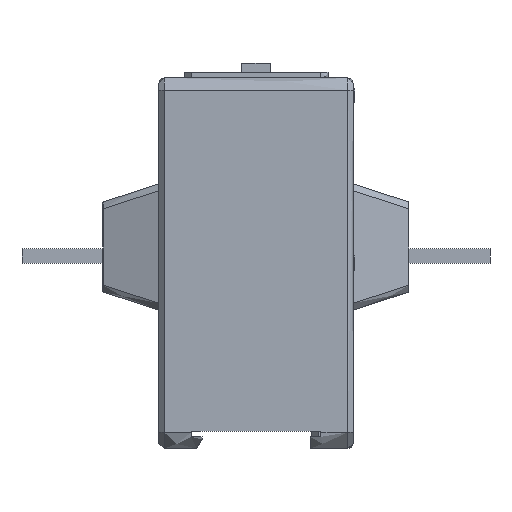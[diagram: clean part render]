
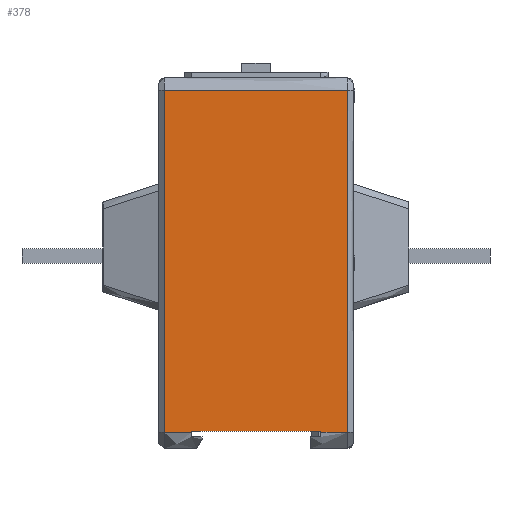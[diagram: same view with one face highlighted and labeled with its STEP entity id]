
A CAD part, left-side view. The second image highlights one B-rep face of the part: STEP entity #378.
In plain terms, the highlighted free-form (B-spline) face has degree [1, 1] with [2, 2] control points.
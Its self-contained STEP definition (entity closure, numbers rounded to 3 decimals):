
#378=ADVANCED_FACE($,(#664),#3664,.T.);
#664=FACE_OUTER_BOUND($,#948,.T.);
#948=EDGE_LOOP($,(#1842,#1843,#1844,#1845,#1846,#1847,#1848,#1849,#1850,
#1851));
#1842=ORIENTED_EDGE($,*,*,#2897,.T.);
#1843=ORIENTED_EDGE($,*,*,#2899,.T.);
#1844=ORIENTED_EDGE($,*,*,#2896,.T.);
#1845=ORIENTED_EDGE($,*,*,#2900,.T.);
#1846=ORIENTED_EDGE($,*,*,#2898,.T.);
#1847=ORIENTED_EDGE($,*,*,#2946,.T.);
#1848=ORIENTED_EDGE($,*,*,#2740,.F.);
#1849=ORIENTED_EDGE($,*,*,#2741,.T.);
#1850=ORIENTED_EDGE($,*,*,#2799,.F.);
#1851=ORIENTED_EDGE($,*,*,#2796,.T.);
#2740=EDGE_CURVE($,#3290,#3291,#10768,.T.);
#2741=EDGE_CURVE($,#3290,#3320,#10769,.T.);
#2796=EDGE_CURVE($,#3325,#3381,#10815,.T.);
#2799=EDGE_CURVE($,#3325,#3320,#10818,.T.);
#2896=EDGE_CURVE($,#3392,#3393,#10898,.T.);
#2897=EDGE_CURVE($,#3381,#3394,#10899,.T.);
#2898=EDGE_CURVE($,#3395,#3384,#10900,.T.);
#2899=EDGE_CURVE($,#3394,#3392,#10901,.T.);
#2900=EDGE_CURVE($,#3393,#3395,#10902,.T.);
#2946=EDGE_CURVE($,#3384,#3291,#10948,.T.);
#3290=VERTEX_POINT($,#10036);
#3291=VERTEX_POINT($,#10037);
#3320=VERTEX_POINT($,#10066);
#3325=VERTEX_POINT($,#10071);
#3381=VERTEX_POINT($,#10127);
#3384=VERTEX_POINT($,#10130);
#3392=VERTEX_POINT($,#10138);
#3393=VERTEX_POINT($,#10139);
#3394=VERTEX_POINT($,#10140);
#3395=VERTEX_POINT($,#10141);
#3664=B_SPLINE_SURFACE_WITH_KNOTS($,1,1,((#9272,#9273),(#9274,#9275)),.UNSPECIFIED.,
.F.,.F.,.F.,(2,2),(2,2),(4.5,99.5),(1.5,52.5),
.UNSPECIFIED.);
#7405=CARTESIAN_POINT($,(0.,1.5,99.5));
#7406=CARTESIAN_POINT($,(0.,1.5,67.833));
#7407=CARTESIAN_POINT($,(0.,1.5,36.167));
#7408=CARTESIAN_POINT($,(0.,1.5,4.5));
#7409=CARTESIAN_POINT($,(0.,1.5,99.5));
#7410=CARTESIAN_POINT($,(0.,18.5,99.5));
#7411=CARTESIAN_POINT($,(0.,35.5,99.5));
#7412=CARTESIAN_POINT($,(0.,52.5,99.5));
#7859=CARTESIAN_POINT($,(0.,52.5,4.5));
#7860=CARTESIAN_POINT($,(0.,50.,4.5));
#7861=CARTESIAN_POINT($,(0.,47.5,4.5));
#7862=CARTESIAN_POINT($,(0.,45.,4.5));
#7878=CARTESIAN_POINT($,(0.,52.5,4.5));
#7879=CARTESIAN_POINT($,(0.,52.5,36.167));
#7880=CARTESIAN_POINT($,(0.,52.5,67.833));
#7881=CARTESIAN_POINT($,(0.,52.5,99.5));
#8367=CARTESIAN_POINT($,(0.,42.,4.75));
#8368=CARTESIAN_POINT($,(0.,32.,4.75));
#8369=CARTESIAN_POINT($,(0.,22.,4.75));
#8370=CARTESIAN_POINT($,(0.,12.,4.75));
#8371=CARTESIAN_POINT($,(0.,45.,4.5));
#8372=CARTESIAN_POINT($,(0.,45.,4.583));
#8373=CARTESIAN_POINT($,(0.,45.,4.667));
#8374=CARTESIAN_POINT($,(0.,45.,4.75));
#8375=CARTESIAN_POINT($,(0.,9.,4.75));
#8376=CARTESIAN_POINT($,(0.,9.,4.667));
#8377=CARTESIAN_POINT($,(0.,9.,4.583));
#8378=CARTESIAN_POINT($,(0.,9.,4.5));
#8379=CARTESIAN_POINT($,(0.,45.,4.75));
#8380=CARTESIAN_POINT($,(0.,44.,4.75));
#8381=CARTESIAN_POINT($,(0.,43.,4.75));
#8382=CARTESIAN_POINT($,(0.,42.,4.75));
#8383=CARTESIAN_POINT($,(0.,12.,4.75));
#8384=CARTESIAN_POINT($,(0.,11.,4.75));
#8385=CARTESIAN_POINT($,(0.,10.,4.75));
#8386=CARTESIAN_POINT($,(0.,9.,4.75));
#8567=CARTESIAN_POINT($,(0.,9.,4.5));
#8568=CARTESIAN_POINT($,(0.,6.5,4.5));
#8569=CARTESIAN_POINT($,(0.,4.,4.5));
#8570=CARTESIAN_POINT($,(0.,1.5,4.5));
#9272=CARTESIAN_POINT($,(0.,1.5,4.5));
#9273=CARTESIAN_POINT($,(0.,52.5,4.5));
#9274=CARTESIAN_POINT($,(0.,1.5,99.5));
#9275=CARTESIAN_POINT($,(0.,52.5,99.5));
#10036=CARTESIAN_POINT($,(0.,1.5,99.5));
#10037=CARTESIAN_POINT($,(0.,1.5,4.5));
#10066=CARTESIAN_POINT($,(0.,52.5,99.5));
#10071=CARTESIAN_POINT($,(0.,52.5,4.5));
#10127=CARTESIAN_POINT($,(0.,45.,4.5));
#10130=CARTESIAN_POINT($,(0.,9.,4.5));
#10138=CARTESIAN_POINT($,(0.,42.,4.75));
#10139=CARTESIAN_POINT($,(0.,12.,4.75));
#10140=CARTESIAN_POINT($,(0.,45.,4.75));
#10141=CARTESIAN_POINT($,(0.,9.,4.75));
#10768=B_SPLINE_CURVE_WITH_KNOTS($,3,(#7405,#7406,#7407,#7408),.UNSPECIFIED.,
.F.,.F.,(4,4),(-99.5,-4.5),.UNSPECIFIED.);
#10769=B_SPLINE_CURVE_WITH_KNOTS($,3,(#7409,#7410,#7411,#7412),.UNSPECIFIED.,
.F.,.F.,(4,4),(-52.5,-1.5),.UNSPECIFIED.);
#10815=B_SPLINE_CURVE_WITH_KNOTS($,3,(#7859,#7860,#7861,#7862),.UNSPECIFIED.,
.F.,.F.,(4,4),(-52.5,-45.),.UNSPECIFIED.);
#10818=B_SPLINE_CURVE_WITH_KNOTS($,3,(#7878,#7879,#7880,#7881),.UNSPECIFIED.,
.F.,.F.,(4,4),(-98.5,-3.5),.UNSPECIFIED.);
#10898=B_SPLINE_CURVE_WITH_KNOTS($,3,(#8367,#8368,#8369,#8370),.UNSPECIFIED.,
.F.,.F.,(4,4),(-30.,0.),.UNSPECIFIED.);
#10899=B_SPLINE_CURVE_WITH_KNOTS($,3,(#8371,#8372,#8373,#8374),.UNSPECIFIED.,
.F.,.F.,(4,4),(-0.25,0.),.UNSPECIFIED.);
#10900=B_SPLINE_CURVE_WITH_KNOTS($,3,(#8375,#8376,#8377,#8378),.UNSPECIFIED.,
.F.,.F.,(4,4),(-1.5,-1.25),.UNSPECIFIED.);
#10901=B_SPLINE_CURVE_WITH_KNOTS($,3,(#8379,#8380,#8381,#8382),.UNSPECIFIED.,
.F.,.F.,(4,4),(-36.,-33.),.UNSPECIFIED.);
#10902=B_SPLINE_CURVE_WITH_KNOTS($,3,(#8383,#8384,#8385,#8386),.UNSPECIFIED.,
.F.,.F.,(4,4),(-3.,0.),.UNSPECIFIED.);
#10948=B_SPLINE_CURVE_WITH_KNOTS($,3,(#8567,#8568,#8569,#8570),.UNSPECIFIED.,
.F.,.F.,(4,4),(-9.,-1.5),.UNSPECIFIED.);
